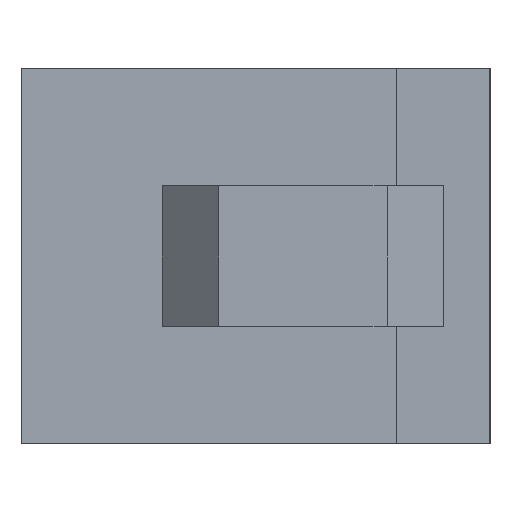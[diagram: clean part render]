
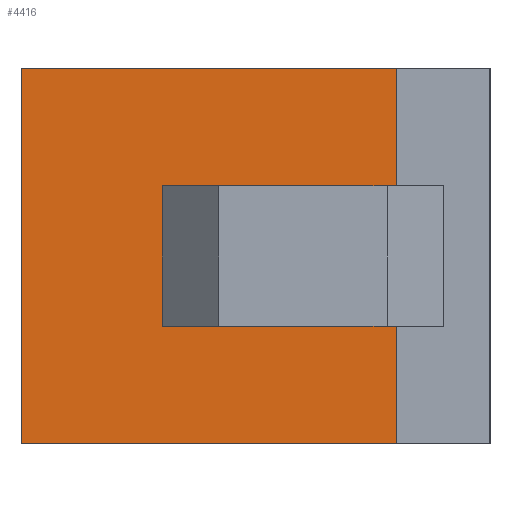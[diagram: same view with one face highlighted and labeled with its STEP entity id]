
A CAD part, front view. The second image highlights one B-rep face of the part: STEP entity #4416.
In plain terms, the highlighted planar face has unit normal (0, -1, 0).
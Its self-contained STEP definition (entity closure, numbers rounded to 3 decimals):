
#122 = CARTESIAN_POINT ( 'NONE',  ( -15., 0., 10. ) ) ;
#129 = VERTEX_POINT ( 'NONE', #122 ) ;
#144 = CARTESIAN_POINT ( 'NONE',  ( 4., 0., -3.5 ) ) ;
#190 = VERTEX_POINT ( 'NONE', #4693 ) ;
#204 = LINE ( 'NONE', #2180, #1937 ) ;
#298 = CARTESIAN_POINT ( 'NONE',  ( 5., 0., 10. ) ) ;
#352 = DIRECTION ( 'NONE',  ( 0., 1., 0. ) ) ;
#398 = VECTOR ( 'NONE', #2741, 1000. ) ;
#414 = DIRECTION ( 'NONE',  ( 0., 1., 0. ) ) ;
#437 = ORIENTED_EDGE ( 'NONE', *, *, #3444, .T. ) ;
#464 = LINE ( 'NONE', #4544, #2263 ) ;
#855 = EDGE_CURVE ( 'NONE', #2655, #190, #1034, .T. ) ;
#858 = CARTESIAN_POINT ( 'NONE',  ( 5., 0., 10. ) ) ;
#983 = AXIS2_PLACEMENT_3D ( 'NONE', #2023, #4530, #1648 ) ;
#1002 = CARTESIAN_POINT ( 'NONE',  ( -0.05, 0., -3.5 ) ) ;
#1004 = CARTESIAN_POINT ( 'NONE',  ( 0.05, 0., 3.5 ) ) ;
#1034 = LINE ( 'NONE', #2670, #3945 ) ;
#1100 = LINE ( 'NONE', #5165, #398 ) ;
#1126 = ORIENTED_EDGE ( 'NONE', *, *, #3686, .T. ) ;
#1228 = VERTEX_POINT ( 'NONE', #1002 ) ;
#1243 = CARTESIAN_POINT ( 'NONE',  ( 5., 0., 10. ) ) ;
#1246 = ORIENTED_EDGE ( 'NONE', *, *, #855, .T. ) ;
#1256 = VECTOR ( 'NONE', #4637, 1000. ) ;
#1294 = DIRECTION ( 'NONE',  ( 0., 0., -1. ) ) ;
#1373 = ORIENTED_EDGE ( 'NONE', *, *, #1759, .T. ) ;
#1549 = FACE_OUTER_BOUND ( 'NONE', #4874, .T. ) ;
#1599 = CARTESIAN_POINT ( 'NONE',  ( -4., 0., 3.5 ) ) ;
#1648 = DIRECTION ( 'NONE',  ( 1., 0., 0. ) ) ;
#1662 = ORIENTED_EDGE ( 'NONE', *, *, #3330, .T. ) ;
#1668 = ORIENTED_EDGE ( 'NONE', *, *, #2597, .T. ) ;
#1679 = EDGE_CURVE ( 'NONE', #4468, #2924, #464, .T. ) ;
#1694 = DIRECTION ( 'NONE',  ( 0., 0., -1. ) ) ;
#1745 = EDGE_CURVE ( 'NONE', #4045, #3526, #2946, .T. ) ;
#1759 = EDGE_CURVE ( 'NONE', #2150, #4468, #3628, .T. ) ;
#1762 = VECTOR ( 'NONE', #3983, 1000. ) ;
#1937 = VECTOR ( 'NONE', #3811, 1000. ) ;
#1954 = DIRECTION ( 'NONE',  ( 0., 0., 1. ) ) ;
#1984 = PLANE ( 'NONE',  #4830 ) ;
#2018 = CARTESIAN_POINT ( 'NONE',  ( 5., 0., -10. ) ) ;
#2023 = CARTESIAN_POINT ( 'NONE',  ( -0.05, 0., 0.45 ) ) ;
#2125 = ORIENTED_EDGE ( 'NONE', *, *, #1745, .F. ) ;
#2150 = VERTEX_POINT ( 'NONE', #1004 ) ;
#2180 = CARTESIAN_POINT ( 'NONE',  ( 4., 0., -3.5 ) ) ;
#2263 = VECTOR ( 'NONE', #1694, 1000. ) ;
#2522 = VECTOR ( 'NONE', #3352, 1000. ) ;
#2597 = EDGE_CURVE ( 'NONE', #2842, #129, #1100, .T. ) ;
#2655 = VERTEX_POINT ( 'NONE', #4001 ) ;
#2670 = CARTESIAN_POINT ( 'NONE',  ( -4., 0., 0.45 ) ) ;
#2722 = LINE ( 'NONE', #4355, #1256 ) ;
#2741 = DIRECTION ( 'NONE',  ( -1., 0., 0. ) ) ;
#2842 = VERTEX_POINT ( 'NONE', #858 ) ;
#2924 = VERTEX_POINT ( 'NONE', #144 ) ;
#2946 = LINE ( 'NONE', #4118, #2522 ) ;
#3159 = FACE_BOUND ( 'NONE', #3577, .T. ) ;
#3330 = EDGE_CURVE ( 'NONE', #129, #3526, #2722, .T. ) ;
#3352 = DIRECTION ( 'NONE',  ( -1., 0., 0. ) ) ;
#3444 = EDGE_CURVE ( 'NONE', #190, #2150, #4379, .T. ) ;
#3485 = EDGE_CURVE ( 'NONE', #2842, #4045, #4127, .T. ) ;
#3526 = VERTEX_POINT ( 'NONE', #3759 ) ;
#3542 = AXIS2_PLACEMENT_3D ( 'NONE', #4994, #414, #4574 ) ;
#3577 = EDGE_LOOP ( 'NONE', ( #1126, #3650, #1246, #437, #1373, #4163 ) ) ;
#3628 = CIRCLE ( 'NONE', #3542, 3.95 ) ;
#3650 = ORIENTED_EDGE ( 'NONE', *, *, #5196, .T. ) ;
#3651 = VECTOR ( 'NONE', #1294, 1000. ) ;
#3686 = EDGE_CURVE ( 'NONE', #2924, #1228, #204, .T. ) ;
#3759 = CARTESIAN_POINT ( 'NONE',  ( -15., 0., -10. ) ) ;
#3811 = DIRECTION ( 'NONE',  ( -1., 0., 0. ) ) ;
#3945 = VECTOR ( 'NONE', #5043, 1000. ) ;
#3983 = DIRECTION ( 'NONE',  ( 1., 0., 0. ) ) ;
#4001 = CARTESIAN_POINT ( 'NONE',  ( -4., 0., 0.45 ) ) ;
#4045 = VERTEX_POINT ( 'NONE', #2018 ) ;
#4118 = CARTESIAN_POINT ( 'NONE',  ( 5., 0., -10. ) ) ;
#4127 = LINE ( 'NONE', #1243, #3651 ) ;
#4163 = ORIENTED_EDGE ( 'NONE', *, *, #1679, .T. ) ;
#4322 = CIRCLE ( 'NONE', #983, 3.95 ) ;
#4355 = CARTESIAN_POINT ( 'NONE',  ( -15., 0., 10. ) ) ;
#4379 = LINE ( 'NONE', #1599, #1762 ) ;
#4416 = ADVANCED_FACE ( 'NONE', ( #3159, #1549 ), #1984, .F. ) ;
#4441 = CARTESIAN_POINT ( 'NONE',  ( 4., 0., -0.45 ) ) ;
#4468 = VERTEX_POINT ( 'NONE', #4441 ) ;
#4525 = ORIENTED_EDGE ( 'NONE', *, *, #3485, .F. ) ;
#4530 = DIRECTION ( 'NONE',  ( 0., 1., 0. ) ) ;
#4544 = CARTESIAN_POINT ( 'NONE',  ( 4., 0., -0.45 ) ) ;
#4574 = DIRECTION ( 'NONE',  ( 1., 0., 0. ) ) ;
#4637 = DIRECTION ( 'NONE',  ( 0., 0., -1. ) ) ;
#4693 = CARTESIAN_POINT ( 'NONE',  ( -4., 0., 3.5 ) ) ;
#4830 = AXIS2_PLACEMENT_3D ( 'NONE', #298, #352, #1954 ) ;
#4874 = EDGE_LOOP ( 'NONE', ( #1662, #2125, #4525, #1668 ) ) ;
#4994 = CARTESIAN_POINT ( 'NONE',  ( 0.05, 0., -0.45 ) ) ;
#5043 = DIRECTION ( 'NONE',  ( 0., 0., 1. ) ) ;
#5165 = CARTESIAN_POINT ( 'NONE',  ( 5., 0., 10. ) ) ;
#5196 = EDGE_CURVE ( 'NONE', #1228, #2655, #4322, .T. ) ;
